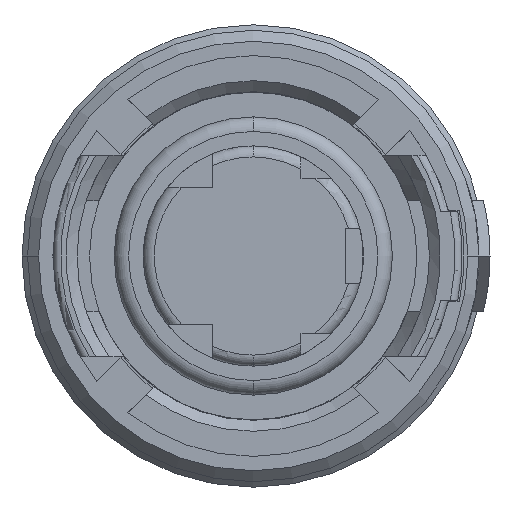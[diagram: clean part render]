
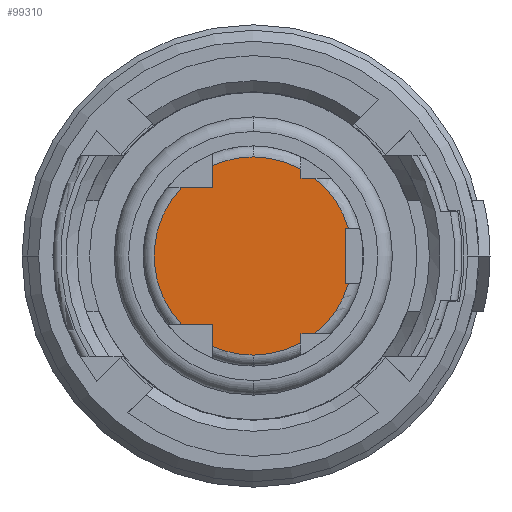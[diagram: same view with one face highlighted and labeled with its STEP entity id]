
A CAD part, left-side view. The second image highlights one B-rep face of the part: STEP entity #99310.
In plain terms, the highlighted planar face has unit normal (-1, 0, 0).
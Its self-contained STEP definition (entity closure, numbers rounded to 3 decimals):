
#6560=CARTESIAN_POINT('',(0.55,-1.3,-2.366));
#6570=VERTEX_POINT('',#6560);
#6620=CARTESIAN_POINT('',(0.55,-1.3,0.));
#6630=DIRECTION('',(0.,0.,1.));
#6640=VECTOR('',#6630,1.);
#6650=LINE('',#6620,#6640);
#6660=CARTESIAN_POINT('',(0.55,-1.3,-2.12));
#6670=VERTEX_POINT('',#6660);
#6680=EDGE_CURVE('',#6570,#6670,#6650,.T.);
#91730=CARTESIAN_POINT('',(0.55,-2.5,0.));
#91740=DIRECTION('',(0.,0.,1.));
#91750=VECTOR('',#91740,1.);
#91760=LINE('',#91730,#91750);
#91770=CARTESIAN_POINT('',(0.55,-2.5,-0.75));
#91780=VERTEX_POINT('',#91770);
#91790=CARTESIAN_POINT('',(0.55,-2.5,0.75));
#91800=VERTEX_POINT('',#91790);
#91810=EDGE_CURVE('',#91780,#91800,#91760,.T.);
#92040=CARTESIAN_POINT('',(0.55,0.,0.75));
#92050=DIRECTION('',(0.,-1.,0.));
#92060=VECTOR('',#92050,1.);
#92070=LINE('',#92040,#92060);
#92080=CARTESIAN_POINT('',(0.55,-2.594,0.75));
#92090=VERTEX_POINT('',#92080);
#92100=EDGE_CURVE('',#91800,#92090,#92070,.T.);
#92780=CARTESIAN_POINT('',(0.55,0.,0.));
#92790=DIRECTION('',(1.,0.,0.));
#92800=DIRECTION('',(0.,0.,1.));
#92810=AXIS2_PLACEMENT_3D('',#92780,#92790,#92800);
#92820=CIRCLE('',#92810,2.7);
#92830=CARTESIAN_POINT('',(0.55,-1.672,2.12));
#92840=VERTEX_POINT('',#92830);
#92850=EDGE_CURVE('',#92840,#92090,#92820,.T.);
#93550=CARTESIAN_POINT('',(0.55,-2.594,-0.75));
#93560=VERTEX_POINT('',#93550);
#93570=CARTESIAN_POINT('',(0.55,-1.672,-2.12));
#93580=VERTEX_POINT('',#93570);
#93590=EDGE_CURVE('',#93560,#93580,#92820,.T.);
#94880=CARTESIAN_POINT('',(0.55,0.,-2.12));
#94890=DIRECTION('',(0.,-1.,0.));
#94900=VECTOR('',#94890,1.);
#94910=LINE('',#94880,#94900);
#94920=EDGE_CURVE('',#6670,#93580,#94910,.T.);
#95070=CARTESIAN_POINT('',(0.55,0.,2.12));
#95080=DIRECTION('',(0.,1.,0.));
#95090=VECTOR('',#95080,1.);
#95100=LINE('',#95070,#95090);
#95110=CARTESIAN_POINT('',(0.55,-1.3,2.12));
#95120=VERTEX_POINT('',#95110);
#95130=EDGE_CURVE('',#92840,#95120,#95100,.T.);
#95360=CARTESIAN_POINT('',(0.55,-1.3,0.));
#95370=DIRECTION('',(0.,0.,1.));
#95380=VECTOR('',#95370,1.);
#95390=LINE('',#95360,#95380);
#95400=CARTESIAN_POINT('',(0.55,-1.3,2.366));
#95410=VERTEX_POINT('',#95400);
#95420=EDGE_CURVE('',#95120,#95410,#95390,.T.);
#96080=CARTESIAN_POINT('',(0.55,0.,-0.75));
#96090=DIRECTION('',(0.,1.,0.));
#96100=VECTOR('',#96090,1.);
#96110=LINE('',#96080,#96100);
#96120=EDGE_CURVE('',#93560,#91780,#96110,.T.);
#96300=CARTESIAN_POINT('',(0.55,0.,1.87));
#96310=DIRECTION('',(0.,1.,0.));
#96320=VECTOR('',#96310,1.);
#96330=LINE('',#96300,#96320);
#96340=CARTESIAN_POINT('',(0.55,1.1,1.87));
#96350=VERTEX_POINT('',#96340);
#96360=CARTESIAN_POINT('',(0.55,1.948,1.87));
#96370=VERTEX_POINT('',#96360);
#96380=EDGE_CURVE('',#96350,#96370,#96330,.T.);
#97870=CARTESIAN_POINT('',(0.55,0.,-2.7));
#97880=VERTEX_POINT('',#97870);
#97890=CARTESIAN_POINT('',(0.55,1.1,-2.466));
#97900=VERTEX_POINT('',#97890);
#97910=EDGE_CURVE('',#97880,#97900,#92820,.T.);
#98700=CARTESIAN_POINT('',(0.55,0.,2.7));
#98710=VERTEX_POINT('',#98700);
#98770=EDGE_CURVE('',#98710,#95410,#92820,.T.);
#98820=CARTESIAN_POINT('',(0.55,0.1,0.))
;
#98830=DIRECTION('',(-1.,0.,0.));
#98840=DIRECTION('',(0.,0.,1.));
#98850=AXIS2_PLACEMENT_3D('',#98820,#98830,#98840);
#98860=PLANE('',#98850);
#98870=ORIENTED_EDGE('',*,*,#95420,.T.);
#98880=ORIENTED_EDGE('',*,*,#95130,.T.);
#98890=ORIENTED_EDGE('',*,*,#92850,.F.);
#98900=ORIENTED_EDGE('',*,*,#92100,.T.);
#98910=ORIENTED_EDGE('',*,*,#91810,.T.);
#98920=ORIENTED_EDGE('',*,*,#96120,.T.);
#98930=ORIENTED_EDGE('',*,*,#93590,.F.);
#98940=ORIENTED_EDGE('',*,*,#94920,.T.);
#98950=ORIENTED_EDGE('',*,*,#6680,.T.);
#98960=EDGE_CURVE('',#6570,#97880,#92820,.T.);
#98970=ORIENTED_EDGE('',*,*,#98960,.F.);
#98980=ORIENTED_EDGE('',*,*,#97910,.F.);
#98990=CARTESIAN_POINT('',(0.55,1.1,0.));
#99000=DIRECTION('',(0.,0.,-1.));
#99010=VECTOR('',#99000,1.);
#99020=LINE('',#98990,#99010);
#99030=CARTESIAN_POINT('',(0.55,1.1,-1.87));
#99040=VERTEX_POINT('',#99030);
#99050=EDGE_CURVE('',#99040,#97900,#99020,.T.);
#99060=ORIENTED_EDGE('',*,*,#99050,.T.);
#99070=CARTESIAN_POINT('',(0.55,0.,-1.87));
#99080=DIRECTION('',(0.,-1.,0.));
#99090=VECTOR('',#99080,1.);
#99100=LINE('',#99070,#99090);
#99110=CARTESIAN_POINT('',(0.55,1.948,-1.87));
#99120=VERTEX_POINT('',#99110);
#99130=EDGE_CURVE('',#99120,#99040,#99100,.T.);
#99140=ORIENTED_EDGE('',*,*,#99130,.T.);
#99150=EDGE_CURVE('',#99120,#96370,#92820,.T.);
#99160=ORIENTED_EDGE('',*,*,#99150,.F.);
#99170=ORIENTED_EDGE('',*,*,#96380,.T.);
#99180=CARTESIAN_POINT('',(0.55,1.1,0.));
#99190=DIRECTION('',(0.,0.,-1.));
#99200=VECTOR('',#99190,1.);
#99210=LINE('',#99180,#99200);
#99220=CARTESIAN_POINT('',(0.55,1.1,2.466));
#99230=VERTEX_POINT('',#99220);
#99240=EDGE_CURVE('',#99230,#96350,#99210,.T.);
#99250=ORIENTED_EDGE('',*,*,#99240,.T.);
#99260=EDGE_CURVE('',#99230,#98710,#92820,.T.);
#99270=ORIENTED_EDGE('',*,*,#99260,.F.);
#99280=ORIENTED_EDGE('',*,*,#98770,.F.);
#99290=EDGE_LOOP('',(#99280,#99270,#99250,#99170,#99160,#99140,#99060,
#98980,#98970,#98950,#98940,#98930,#98920,#98910,#98900,#98890,#98880,
#98870));
#99300=FACE_OUTER_BOUND('',#99290,.T.);
#99310=ADVANCED_FACE('',(#99300),#98860,.T.);
